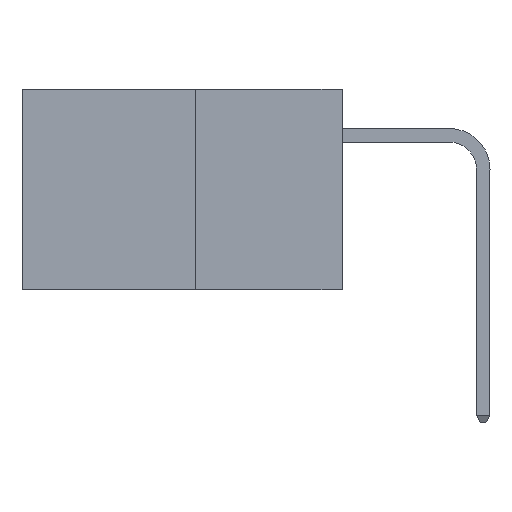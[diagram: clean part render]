
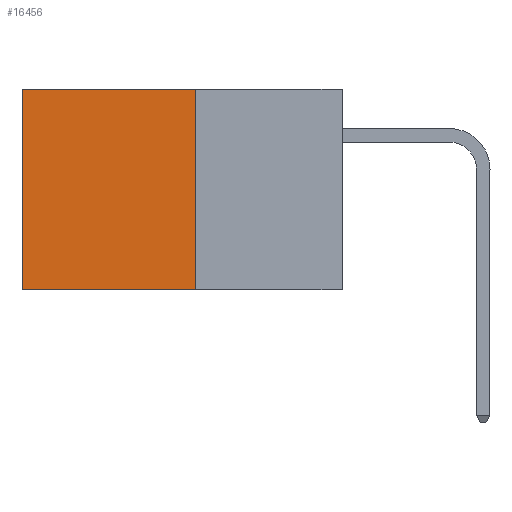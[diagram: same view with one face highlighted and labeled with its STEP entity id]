
A CAD part, left-side view. The second image highlights one B-rep face of the part: STEP entity #16456.
In plain terms, the highlighted planar face has unit normal (-1, 0, 0).
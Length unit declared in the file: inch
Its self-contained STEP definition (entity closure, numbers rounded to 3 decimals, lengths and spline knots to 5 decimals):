
#22 = LINE ( 'NONE', #8029, #15635 ) ;
#62 = CARTESIAN_POINT ( 'NONE',  ( 0.277, 0.27, -0.37 ) ) ;
#353 = VECTOR ( 'NONE', #12466, 39.37008 ) ;
#1032 = EDGE_CURVE ( 'NONE', #7724, #1310, #18386, .T. ) ;
#1159 = ORIENTED_EDGE ( 'NONE', *, *, #13597, .T. ) ;
#1310 = VERTEX_POINT ( 'NONE', #12957 ) ;
#1663 = ORIENTED_EDGE ( 'NONE', *, *, #1032, .F. ) ;
#3035 = AXIS2_PLACEMENT_3D ( 'NONE', #6813, #12731, #3770 ) ;
#3495 = DIRECTION ( 'NONE',  ( 0., 1., 0. ) ) ;
#3770 = DIRECTION ( 'NONE',  ( 0., 0., -1. ) ) ;
#5321 = CARTESIAN_POINT ( 'NONE',  ( 0.277, 0.27, 0. ) ) ;
#6349 = ORIENTED_EDGE ( 'NONE', *, *, #16474, .T. ) ;
#6703 = VECTOR ( 'NONE', #12028, 39.37008 ) ;
#6813 = CARTESIAN_POINT ( 'NONE',  ( 0.277, 0.27, -0.37 ) ) ;
#7724 = VERTEX_POINT ( 'NONE', #18326 ) ;
#8029 = CARTESIAN_POINT ( 'NONE',  ( 0.277, 0.27, -0.37 ) ) ;
#8292 = VERTEX_POINT ( 'NONE', #8876 ) ;
#8876 = CARTESIAN_POINT ( 'NONE',  ( 0.277, 0.59, -0.37 ) ) ;
#9117 = EDGE_CURVE ( 'NONE', #1310, #8292, #22, .T. ) ;
#9570 = EDGE_LOOP ( 'NONE', ( #1159, #17158, #1663, #6349 ) ) ;
#12028 = DIRECTION ( 'NONE',  ( 0., 0., -1. ) ) ;
#12466 = DIRECTION ( 'NONE',  ( 0., 0., -1. ) ) ;
#12480 = LINE ( 'NONE', #18258, #353 ) ;
#12664 = DIRECTION ( 'NONE',  ( 0., 1., 0. ) ) ;
#12731 = DIRECTION ( 'NONE',  ( 1., 0., 0. ) ) ;
#12734 = LINE ( 'NONE', #5321, #16646 ) ;
#12957 = CARTESIAN_POINT ( 'NONE',  ( 0.277, 0.27, -0.37 ) ) ;
#13597 = EDGE_CURVE ( 'NONE', #17773, #8292, #12480, .T. ) ;
#13651 = FACE_OUTER_BOUND ( 'NONE', #9570, .T. ) ;
#15016 = CARTESIAN_POINT ( 'NONE',  ( 0.277, 0.59, 0. ) ) ;
#15635 = VECTOR ( 'NONE', #3495, 39.37008 ) ;
#16456 = ADVANCED_FACE ( 'NONE', ( #13651 ), #17093, .F. ) ;
#16474 = EDGE_CURVE ( 'NONE', #7724, #17773, #12734, .T. ) ;
#16646 = VECTOR ( 'NONE', #12664, 39.37008 ) ;
#17093 = PLANE ( 'NONE',  #3035 ) ;
#17158 = ORIENTED_EDGE ( 'NONE', *, *, #9117, .F. ) ;
#17773 = VERTEX_POINT ( 'NONE', #15016 ) ;
#18258 = CARTESIAN_POINT ( 'NONE',  ( 0.277, 0.59, -0.37 ) ) ;
#18326 = CARTESIAN_POINT ( 'NONE',  ( 0.277, 0.27, 0. ) ) ;
#18386 = LINE ( 'NONE', #62, #6703 ) ;
